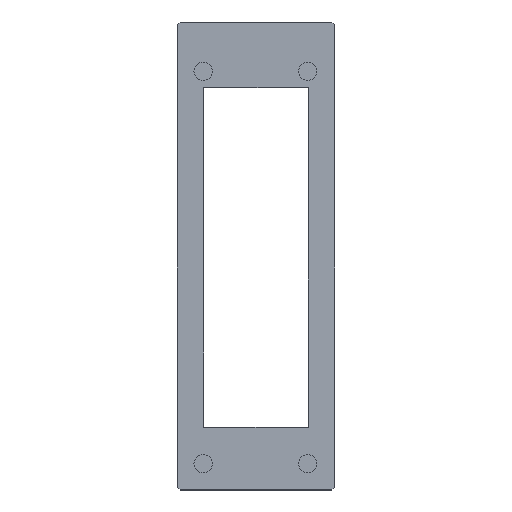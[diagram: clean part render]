
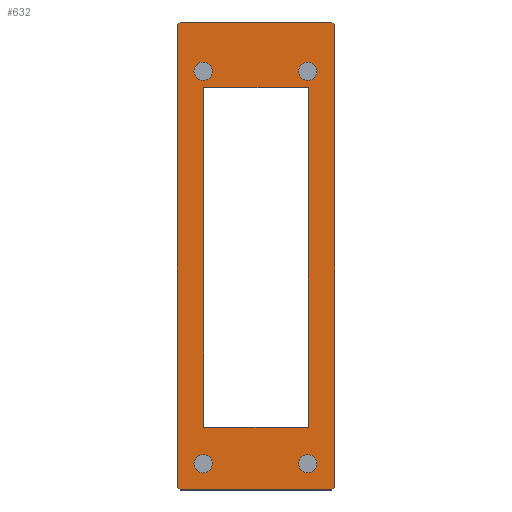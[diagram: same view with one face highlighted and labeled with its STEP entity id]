
A CAD part, top view. The second image highlights one B-rep face of the part: STEP entity #632.
In plain terms, the highlighted planar face has unit normal (0, 0, 1).
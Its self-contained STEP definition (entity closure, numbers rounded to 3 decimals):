
#126=CARTESIAN_POINT('',(-133.061,34.293,3.7));
#127=VERTEX_POINT('',#126);
#134=CARTESIAN_POINT('',(-133.061,-30.6,3.7));
#135=VERTEX_POINT('',#134);
#136=CARTESIAN_POINT('',(-133.061,34.293,3.7));
#137=DIRECTION('',(0.,-1.,0.));
#138=VECTOR('',#137,64.893);
#139=LINE('',#136,#138);
#140=EDGE_CURVE('',#127,#135,#139,.T.);
#269=CARTESIAN_POINT('',(-113.061,-30.6,3.7));
#270=VERTEX_POINT('',#269);
#277=CARTESIAN_POINT('',(-113.061,28.3,3.7));
#278=VERTEX_POINT('',#277);
#279=CARTESIAN_POINT('',(-113.061,28.3,3.7));
#280=DIRECTION('',(0.,-1.,0.));
#281=VECTOR('',#280,58.9);
#282=LINE('',#279,#281);
#283=EDGE_CURVE('',#278,#270,#282,.T.);
#342=CARTESIAN_POINT('',(-108.061,-42.1,3.7));
#343=VERTEX_POINT('',#342);
#344=CARTESIAN_POINT('',(-108.061,46.3,3.7));
#345=VERTEX_POINT('',#344);
#346=CARTESIAN_POINT('',(-108.061,-42.1,3.7));
#347=DIRECTION('',(-0.,1.,0.));
#348=VECTOR('',#347,88.4);
#349=LINE('',#346,#348);
#350=EDGE_CURVE('',#343,#345,#349,.T.);
#494=CARTESIAN_POINT('',(-245.821,-0.2,3.7));
#495=DIRECTION('',(0.,0.,-1.));
#496=DIRECTION('',(1.,0.,0.));
#497=AXIS2_PLACEMENT_3D('',#494,#495,#496);
#498=PLANE('',#497);
#499=CARTESIAN_POINT('',(-138.061,46.3,3.7));
#500=VERTEX_POINT('',#499);
#501=CARTESIAN_POINT('',(-138.061,-42.1,3.7));
#502=VERTEX_POINT('',#501);
#503=CARTESIAN_POINT('',(-138.061,46.3,3.7));
#504=DIRECTION('',(0.,-1.,0.));
#505=VECTOR('',#504,88.4);
#506=LINE('',#503,#505);
#507=EDGE_CURVE('',#500,#502,#506,.T.);
#508=ORIENTED_EDGE('',*,*,#507,.T.);
#509=CARTESIAN_POINT('',(-137.561,-42.6,3.7));
#510=VERTEX_POINT('',#509);
#511=CARTESIAN_POINT('',(-138.061,-42.1,3.7));
#512=DIRECTION('',(0.707,-0.707,-0.));
#513=VECTOR('',#512,0.707);
#514=LINE('',#511,#513);
#515=EDGE_CURVE('',#502,#510,#514,.T.);
#516=ORIENTED_EDGE('',*,*,#515,.T.);
#517=CARTESIAN_POINT('',(-108.561,-42.6,3.7));
#518=VERTEX_POINT('',#517);
#519=CARTESIAN_POINT('',(-137.561,-42.6,3.7));
#520=DIRECTION('',(1.,0.,0.));
#521=VECTOR('',#520,29.);
#522=LINE('',#519,#521);
#523=EDGE_CURVE('',#510,#518,#522,.T.);
#524=ORIENTED_EDGE('',*,*,#523,.T.);
#525=CARTESIAN_POINT('',(-108.561,-42.6,3.7));
#526=DIRECTION('',(0.707,0.707,-0.));
#527=VECTOR('',#526,0.707);
#528=LINE('',#525,#527);
#529=EDGE_CURVE('',#518,#343,#528,.T.);
#530=ORIENTED_EDGE('',*,*,#529,.T.);
#531=ORIENTED_EDGE('',*,*,#350,.T.);
#532=CARTESIAN_POINT('',(-108.561,46.8,3.7));
#533=VERTEX_POINT('',#532);
#534=CARTESIAN_POINT('',(-108.561,46.8,3.7));
#535=DIRECTION('',(0.707,-0.707,-0.));
#536=VECTOR('',#535,0.707);
#537=LINE('',#534,#536);
#538=EDGE_CURVE('',#533,#345,#537,.T.);
#539=ORIENTED_EDGE('',*,*,#538,.F.);
#540=CARTESIAN_POINT('',(-137.561,46.8,3.7));
#541=VERTEX_POINT('',#540);
#542=CARTESIAN_POINT('',(-108.561,46.8,3.7));
#543=DIRECTION('',(-1.,-0.,0.));
#544=VECTOR('',#543,29.);
#545=LINE('',#542,#544);
#546=EDGE_CURVE('',#533,#541,#545,.T.);
#547=ORIENTED_EDGE('',*,*,#546,.T.);
#548=CARTESIAN_POINT('',(-138.061,46.3,3.7));
#549=DIRECTION('',(0.707,0.707,-0.));
#550=VECTOR('',#549,0.707);
#551=LINE('',#548,#550);
#552=EDGE_CURVE('',#500,#541,#551,.T.);
#553=ORIENTED_EDGE('',*,*,#552,.F.);
#554=EDGE_LOOP('',(#508,#516,#524,#530,#531,#539,#547,#553));
#555=FACE_BOUND('',#554,.T.);
#556=CARTESIAN_POINT('',(-114.911,37.4,3.7));
#557=VERTEX_POINT('',#556);
#558=CARTESIAN_POINT('',(-113.161,37.4,3.7));
#559=DIRECTION('',(0.,0.,1.));
#560=DIRECTION('',(-1.,-0.,0.));
#561=AXIS2_PLACEMENT_3D('',#558,#559,#560);
#562=CIRCLE('',#561,1.75);
#563=EDGE_CURVE('',#557,#557,#562,.T.);
#564=ORIENTED_EDGE('',*,*,#563,.F.);
#565=EDGE_LOOP('',(#564));
#566=FACE_BOUND('',#565,.T.);
#567=CARTESIAN_POINT('',(-134.911,37.4,3.7));
#568=VERTEX_POINT('',#567);
#569=CARTESIAN_POINT('',(-133.161,37.4,3.7));
#570=DIRECTION('',(0.,0.,1.));
#571=DIRECTION('',(-1.,-0.,0.));
#572=AXIS2_PLACEMENT_3D('',#569,#570,#571);
#573=CIRCLE('',#572,1.75);
#574=EDGE_CURVE('',#568,#568,#573,.T.);
#575=ORIENTED_EDGE('',*,*,#574,.F.);
#576=EDGE_LOOP('',(#575));
#577=FACE_BOUND('',#576,.T.);
#578=CARTESIAN_POINT('',(-114.911,-37.6,3.7));
#579=VERTEX_POINT('',#578);
#580=CARTESIAN_POINT('',(-113.161,-37.6,3.7));
#581=DIRECTION('',(0.,0.,1.));
#582=DIRECTION('',(-1.,-0.,0.));
#583=AXIS2_PLACEMENT_3D('',#580,#581,#582);
#584=CIRCLE('',#583,1.75);
#585=EDGE_CURVE('',#579,#579,#584,.T.);
#586=ORIENTED_EDGE('',*,*,#585,.F.);
#587=EDGE_LOOP('',(#586));
#588=FACE_BOUND('',#587,.T.);
#589=CARTESIAN_POINT('',(-134.911,-37.6,3.7));
#590=VERTEX_POINT('',#589);
#591=CARTESIAN_POINT('',(-133.161,-37.6,3.7));
#592=DIRECTION('',(0.,0.,1.));
#593=DIRECTION('',(-1.,-0.,0.));
#594=AXIS2_PLACEMENT_3D('',#591,#592,#593);
#595=CIRCLE('',#594,1.75);
#596=EDGE_CURVE('',#590,#590,#595,.T.);
#597=ORIENTED_EDGE('',*,*,#596,.F.);
#598=EDGE_LOOP('',(#597));
#599=FACE_BOUND('',#598,.T.);
#600=CARTESIAN_POINT('',(-113.064,34.293,3.7));
#601=VERTEX_POINT('',#600);
#602=CARTESIAN_POINT('',(-113.064,34.293,3.7));
#603=DIRECTION('',(-1.,0.,0.));
#604=VECTOR('',#603,19.997);
#605=LINE('',#602,#604);
#606=EDGE_CURVE('',#601,#127,#605,.T.);
#607=ORIENTED_EDGE('',*,*,#606,.F.);
#608=CARTESIAN_POINT('',(-113.064,28.3,3.7));
#609=VERTEX_POINT('',#608);
#610=CARTESIAN_POINT('',(-113.064,28.3,3.7));
#611=DIRECTION('',(0.,1.,0.));
#612=VECTOR('',#611,5.993);
#613=LINE('',#610,#612);
#614=EDGE_CURVE('',#609,#601,#613,.T.);
#615=ORIENTED_EDGE('',*,*,#614,.F.);
#616=CARTESIAN_POINT('',(-113.061,28.3,3.7));
#617=DIRECTION('',(-1.,-0.,0.));
#618=VECTOR('',#617,0.003);
#619=LINE('',#616,#618);
#620=EDGE_CURVE('',#278,#609,#619,.T.);
#621=ORIENTED_EDGE('',*,*,#620,.F.);
#622=ORIENTED_EDGE('',*,*,#283,.T.);
#623=CARTESIAN_POINT('',(-133.061,-30.6,3.7));
#624=DIRECTION('',(1.,0.,0.));
#625=VECTOR('',#624,20.);
#626=LINE('',#623,#625);
#627=EDGE_CURVE('',#135,#270,#626,.T.);
#628=ORIENTED_EDGE('',*,*,#627,.F.);
#629=ORIENTED_EDGE('',*,*,#140,.F.);
#630=EDGE_LOOP('',(#607,#615,#621,#622,#628,#629));
#631=FACE_BOUND('',#630,.T.);
#632=ADVANCED_FACE('',(#555,#566,#577,#588,#599,#631),#498,.F.);
